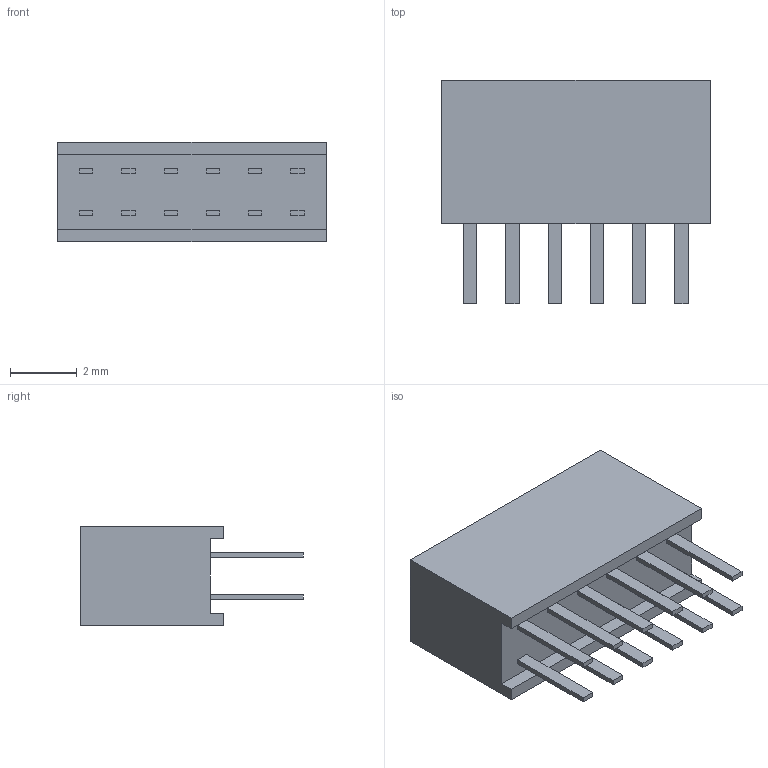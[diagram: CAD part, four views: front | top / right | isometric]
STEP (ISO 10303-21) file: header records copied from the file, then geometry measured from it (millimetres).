
FILE_DESCRIPTION((''),'2;1');
FILE_NAME('20021311-0012XXLFC','2009-07-22T',('msriniva'),('FCI - ELX Division'),'PRO/ENGINEER BY PARAMETRIC TECHNOLOGY CORPORATION, 2008010','PRO/ENGINEER BY PARAMETRIC TECHNOLOGY CORPORATION, 2008010','');
FILE_SCHEMA(('CONFIG_CONTROL_DESIGN'));
Length unit declared in the file: millimetre
Products named in the file (1): 20021311-0012XXLFC
Bounding box: 8.08 x 6.7 x 3 mm (x, y, z)
Volume: 97.5 mm3; surface area: 188.7 mm2
Topology: 1 solids, 1 shells, 130 faces, 312 edges, 208 vertices
Faces by surface type: plane 130
Entity records: 3734 total; most frequent: CARTESIAN_POINT 650, ORIENTED_EDGE 624, DIRECTION 572, VECTOR 312, LINE 312, EDGE_CURVE 312, VERTEX_POINT 208, EDGE_LOOP 154
